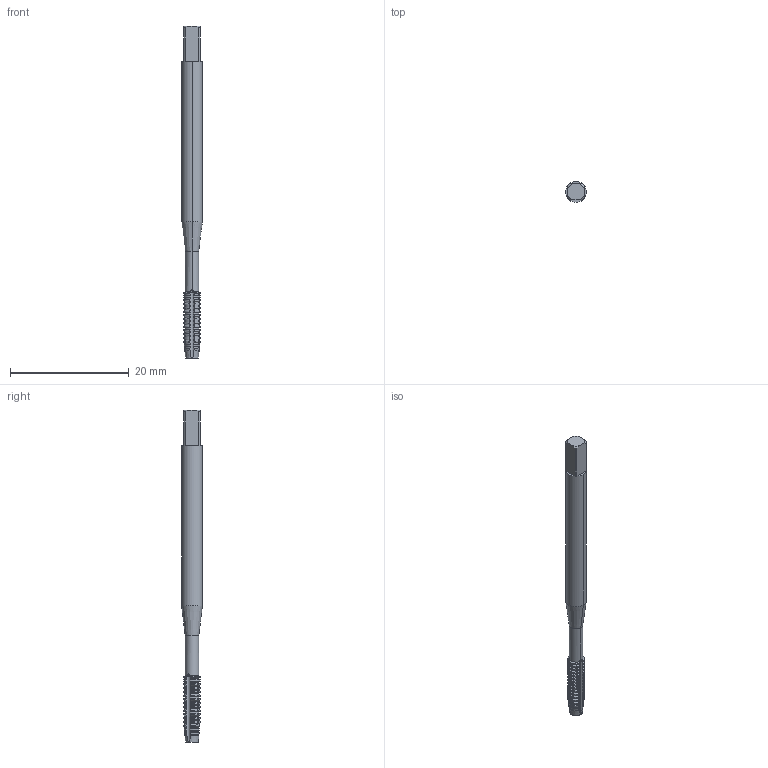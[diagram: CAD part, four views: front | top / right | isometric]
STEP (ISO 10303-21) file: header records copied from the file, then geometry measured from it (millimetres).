
FILE_DESCRIPTION(('no description'),'unknown implementation level');
FILE_NAME('solidCtQ_R4f4QaN1LF2y5VMkj8RxeOw_1.STP',' ',('CIM GmbH Aachen'),('CADClick - KiM GmbH - www.kimweb.de'),'unknown preprocess','ACIS','unknown authorization');
FILE_SCHEMA(('automotive_design'));
Length unit declared in the file: millimetre
Products named in the file (2): 1; 2
Bounding box: 3.5 x 3.5 x 56 mm (x, y, z)
Volume: 417.6 mm3; surface area: 725 mm2
Topology: 2 solids, 2 shells, 452 faces, 1271 edges, 823 vertices
Faces by surface type: cone 191, cylinder 154, plane 101, torus 6
Entity records: 30428 total; most frequent: CARTESIAN_POINT 4750, STYLED_ITEM 2548, PRESENTATION_STYLE_ASSIGNMENT 2548, COLOUR_RGB 2548, ORIENTED_EDGE 2542, DIRECTION 2353, EDGE_CURVE 1271, CURVE_STYLE 1271
